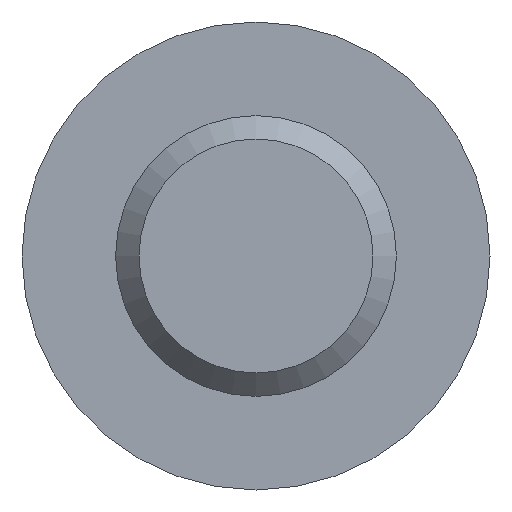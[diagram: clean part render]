
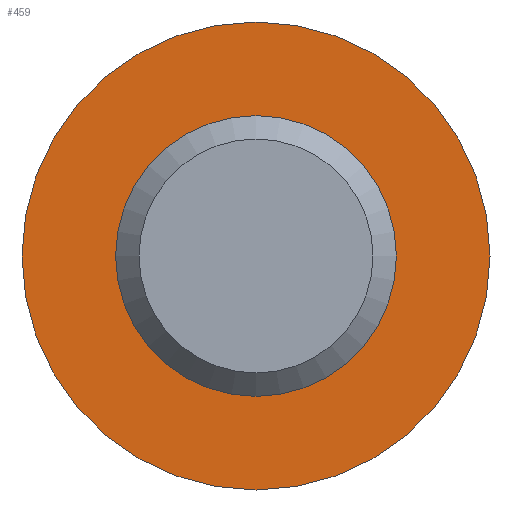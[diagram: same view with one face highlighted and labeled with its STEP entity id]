
A CAD part, front view. The second image highlights one B-rep face of the part: STEP entity #459.
In plain terms, the highlighted planar face has unit normal (0, -1, 0).
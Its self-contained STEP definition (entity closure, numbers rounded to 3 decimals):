
#3 = AXIS2_PLACEMENT_3D ( 'NONE', #250, #171, #376 ) ;
#30 = AXIS2_PLACEMENT_3D ( 'NONE', #386, #306, #312 ) ;
#57 = CIRCLE ( 'NONE', #30, 3. ) ;
#75 = CARTESIAN_POINT ( 'NONE',  ( 0., 70., -5. ) ) ;
#105 = EDGE_LOOP ( 'NONE', ( #401 ) ) ;
#130 = FACE_BOUND ( 'NONE', #105, .T. ) ;
#135 = CIRCLE ( 'NONE', #339, 5. ) ;
#142 = EDGE_LOOP ( 'NONE', ( #160 ) ) ;
#160 = ORIENTED_EDGE ( 'NONE', *, *, #172, .T. ) ;
#171 = DIRECTION ( 'NONE',  ( 0., 1., 0. ) ) ;
#172 = EDGE_CURVE ( 'NONE', #323, #323, #135, .T. ) ;
#248 = CARTESIAN_POINT ( 'NONE',  ( 0., 70., 0. ) ) ;
#250 = CARTESIAN_POINT ( 'NONE',  ( -3., 70., 0. ) ) ;
#291 = EDGE_CURVE ( 'NONE', #361, #361, #57, .T. ) ;
#306 = DIRECTION ( 'NONE',  ( 0., -1., 0. ) ) ;
#312 = DIRECTION ( 'NONE',  ( 0., 0., -1. ) ) ;
#323 = VERTEX_POINT ( 'NONE', #75 ) ;
#335 = DIRECTION ( 'NONE',  ( 0., -1., 0. ) ) ;
#339 = AXIS2_PLACEMENT_3D ( 'NONE', #248, #335, #382 ) ;
#361 = VERTEX_POINT ( 'NONE', #367 ) ;
#367 = CARTESIAN_POINT ( 'NONE',  ( 0., 70., -3. ) ) ;
#376 = DIRECTION ( 'NONE',  ( 0., 0., 1. ) ) ;
#382 = DIRECTION ( 'NONE',  ( 0., 0., -1. ) ) ;
#386 = CARTESIAN_POINT ( 'NONE',  ( 0., 70., 0. ) ) ;
#401 = ORIENTED_EDGE ( 'NONE', *, *, #291, .F. ) ;
#459 = ADVANCED_FACE ( 'NONE', ( #130, #513 ), #466, .F. ) ;
#466 = PLANE ( 'NONE',  #3 ) ;
#513 = FACE_OUTER_BOUND ( 'NONE', #142, .T. ) ;
